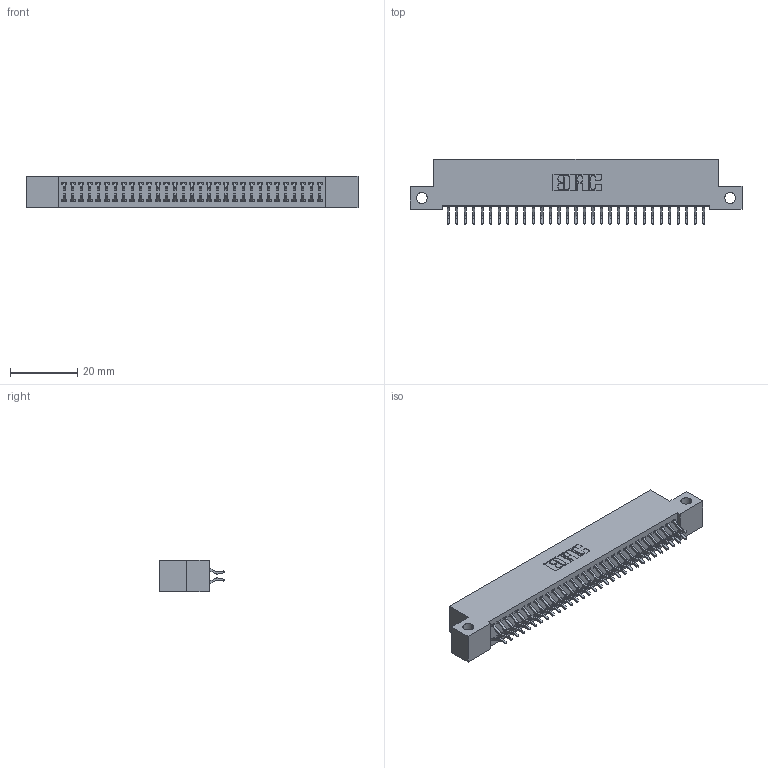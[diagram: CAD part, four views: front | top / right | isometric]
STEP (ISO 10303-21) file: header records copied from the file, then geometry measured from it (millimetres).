
FILE_DESCRIPTION (( 'STEP AP203' ), '1' );
FILE_NAME ('392-062-556-212.STEP', '2019-10-08T18:08:12', ( '' ), ( '' ), 'SwSTEP 2.0', 'SolidWorks 2016', '' );
FILE_SCHEMA (( 'CONFIG_CONTROL_DESIGN' ));
Length unit declared in the file: inch
Products named in the file (3): 342 Part_Side Mount; 345-292-001_556 Tail; 392-062-556-212
Assembly tree (63 placements, depth 2):
  392-062-556-212
    342 Part_Side Mount
    345-292-001_556 Tail  x62
Bounding box: 99.06 x 19.58 x 9.4 mm (x, y, z)
Volume: 8773 mm3; surface area: 13789.2 mm2
Topology: 63 solids, 63 shells, 3706 faces, 11025 edges, 7266 vertices
Faces by surface type: plane 2546, cylinder 1160
Entity records: 21457 total; most frequent: CARTESIAN_POINT 3582, ORIENTED_EDGE 3506, DIRECTION 3069, EDGE_CURVE 1753, VECTOR 1617, LINE 1617, VERTEX_POINT 1166, AXIS2_PLACEMENT_3D 726
